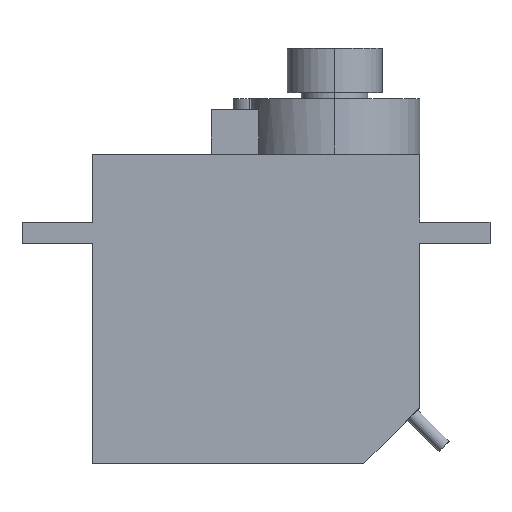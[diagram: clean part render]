
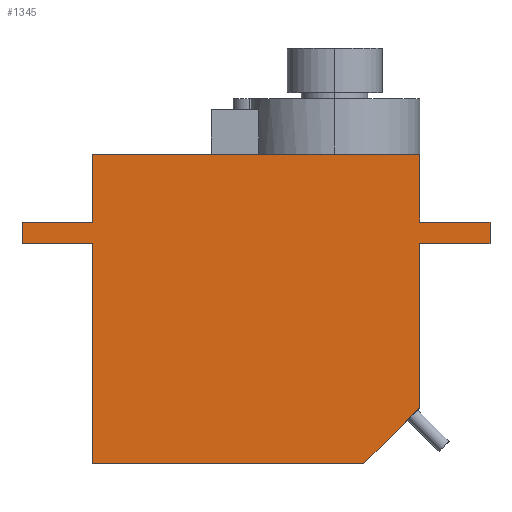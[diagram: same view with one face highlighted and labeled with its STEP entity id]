
A CAD part, top view. The second image highlights one B-rep face of the part: STEP entity #1345.
In plain terms, the highlighted planar face has unit normal (0, 0, 1).
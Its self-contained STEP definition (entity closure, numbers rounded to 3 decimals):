
#3 = VECTOR ( 'NONE', #316, 1000. ) ;
#22 = CARTESIAN_POINT ( 'NONE',  ( 0., 0., 0. ) ) ;
#30 = CARTESIAN_POINT ( 'NONE',  ( -4.983, 17.035, 0. ) ) ;
#31 = EDGE_CURVE ( 'NONE', #46, #688, #103, .T. ) ;
#32 = VERTEX_POINT ( 'NONE', #232 ) ;
#37 = EDGE_CURVE ( 'NONE', #864, #1457, #373, .T. ) ;
#46 = VERTEX_POINT ( 'NONE', #1215 ) ;
#61 = VECTOR ( 'NONE', #752, 1000. ) ;
#70 = VERTEX_POINT ( 'NONE', #1303 ) ;
#97 = LINE ( 'NONE', #1104, #1321 ) ;
#101 = VECTOR ( 'NONE', #287, 1000. ) ;
#102 = CARTESIAN_POINT ( 'NONE',  ( 0., 0., 0. ) ) ;
#103 = LINE ( 'NONE', #445, #989 ) ;
#106 = CARTESIAN_POINT ( 'NONE',  ( -4.983, 15.535, 0. ) ) ;
#115 = EDGE_CURVE ( 'NONE', #1296, #239, #952, .T. ) ;
#120 = VERTEX_POINT ( 'NONE', #491 ) ;
#127 = VECTOR ( 'NONE', #1028, 1000. ) ;
#162 = DIRECTION ( 'NONE',  ( 0., 1., 0. ) ) ;
#173 = EDGE_CURVE ( 'NONE', #688, #216, #569, .T. ) ;
#200 = CARTESIAN_POINT ( 'NONE',  ( 28.017, 15.535, 0. ) ) ;
#216 = VERTEX_POINT ( 'NONE', #293 ) ;
#225 = DIRECTION ( 'NONE',  ( 1., 0., 0. ) ) ;
#227 = EDGE_CURVE ( 'NONE', #763, #864, #807, .T. ) ;
#230 = FACE_OUTER_BOUND ( 'NONE', #977, .T. ) ;
#232 = CARTESIAN_POINT ( 'NONE',  ( -4.983, 15.535, 0. ) ) ;
#235 = ORIENTED_EDGE ( 'NONE', *, *, #1150, .T. ) ;
#239 = VERTEX_POINT ( 'NONE', #1411 ) ;
#287 = DIRECTION ( 'NONE',  ( -1., 0., 0. ) ) ;
#293 = CARTESIAN_POINT ( 'NONE',  ( 23.06, 3.94, 0. ) ) ;
#300 = VECTOR ( 'NONE', #857, 1000. ) ;
#316 = DIRECTION ( 'NONE',  ( 0., 1., 0. ) ) ;
#337 = DIRECTION ( 'NONE',  ( 0., -1., 0. ) ) ;
#370 = VECTOR ( 'NONE', #748, 1000. ) ;
#373 = LINE ( 'NONE', #404, #61 ) ;
#392 = ORIENTED_EDGE ( 'NONE', *, *, #37, .T. ) ;
#396 = DIRECTION ( 'NONE',  ( 1., 0., 0. ) ) ;
#402 = LINE ( 'NONE', #30, #101 ) ;
#404 = CARTESIAN_POINT ( 'NONE',  ( -4.983, 17.035, 0. ) ) ;
#416 = CARTESIAN_POINT ( 'NONE',  ( 0., 15.535, 0. ) ) ;
#420 = CARTESIAN_POINT ( 'NONE',  ( 23.06, 17.035, 0. ) ) ;
#445 = CARTESIAN_POINT ( 'NONE',  ( 0., 0., 0. ) ) ;
#458 = DIRECTION ( 'NONE',  ( 1., 0., 0. ) ) ;
#491 = CARTESIAN_POINT ( 'NONE',  ( 28.017, 17.035, 0. ) ) ;
#499 = CARTESIAN_POINT ( 'NONE',  ( 23.06, 3.94, 0. ) ) ;
#505 = EDGE_CURVE ( 'NONE', #1457, #32, #747, .T. ) ;
#524 = EDGE_CURVE ( 'NONE', #216, #70, #1089, .T. ) ;
#535 = EDGE_CURVE ( 'NONE', #70, #909, #97, .T. ) ;
#569 = LINE ( 'NONE', #580, #300 ) ;
#580 = CARTESIAN_POINT ( 'NONE',  ( 19.12, 0., 0. ) ) ;
#641 = VECTOR ( 'NONE', #1178, 1000. ) ;
#683 = ORIENTED_EDGE ( 'NONE', *, *, #524, .T. ) ;
#688 = VERTEX_POINT ( 'NONE', #692 ) ;
#692 = CARTESIAN_POINT ( 'NONE',  ( 19.12, 0., 0. ) ) ;
#695 = ORIENTED_EDGE ( 'NONE', *, *, #505, .T. ) ;
#747 = LINE ( 'NONE', #1492, #127 ) ;
#748 = DIRECTION ( 'NONE',  ( -1., 0., 0. ) ) ;
#752 = DIRECTION ( 'NONE',  ( -1., 0., 0. ) ) ;
#753 = ORIENTED_EDGE ( 'NONE', *, *, #227, .T. ) ;
#763 = VERTEX_POINT ( 'NONE', #883 ) ;
#764 = ORIENTED_EDGE ( 'NONE', *, *, #115, .T. ) ;
#786 = CARTESIAN_POINT ( 'NONE',  ( 0., 0., 0. ) ) ;
#790 = ORIENTED_EDGE ( 'NONE', *, *, #1191, .T. ) ;
#794 = CARTESIAN_POINT ( 'NONE',  ( 28.017, 15.535, 0. ) ) ;
#807 = LINE ( 'NONE', #22, #1453 ) ;
#844 = CARTESIAN_POINT ( 'NONE',  ( 23.06, 3.94, 0. ) ) ;
#852 = EDGE_CURVE ( 'NONE', #909, #120, #969, .T. ) ;
#854 = VECTOR ( 'NONE', #337, 1000. ) ;
#857 = DIRECTION ( 'NONE',  ( 0.707, 0.707, 0. ) ) ;
#864 = VERTEX_POINT ( 'NONE', #1122 ) ;
#883 = CARTESIAN_POINT ( 'NONE',  ( 0., 21.83, 0. ) ) ;
#897 = LINE ( 'NONE', #102, #854 ) ;
#906 = PLANE ( 'NONE',  #1486 ) ;
#909 = VERTEX_POINT ( 'NONE', #794 ) ;
#921 = ORIENTED_EDGE ( 'NONE', *, *, #173, .T. ) ;
#930 = DIRECTION ( 'NONE',  ( 0., -1., 0. ) ) ;
#946 = EDGE_CURVE ( 'NONE', #1265, #46, #897, .T. ) ;
#952 = LINE ( 'NONE', #844, #641 ) ;
#969 = LINE ( 'NONE', #200, #3 ) ;
#973 = VECTOR ( 'NONE', #225, 1000. ) ;
#974 = EDGE_CURVE ( 'NONE', #32, #1265, #1274, .T. ) ;
#977 = EDGE_LOOP ( 'NONE', ( #683, #1051, #1440, #235, #764, #790, #753, #392, #695, #1276, #1470, #1068, #921 ) ) ;
#989 = VECTOR ( 'NONE', #396, 1000. ) ;
#1012 = DIRECTION ( 'NONE',  ( 0., 0., -1. ) ) ;
#1016 = DIRECTION ( 'NONE',  ( -1., 0., 0. ) ) ;
#1019 = VECTOR ( 'NONE', #162, 1000. ) ;
#1028 = DIRECTION ( 'NONE',  ( 0., -1., 0. ) ) ;
#1051 = ORIENTED_EDGE ( 'NONE', *, *, #535, .T. ) ;
#1068 = ORIENTED_EDGE ( 'NONE', *, *, #31, .T. ) ;
#1089 = LINE ( 'NONE', #499, #1019 ) ;
#1091 = LINE ( 'NONE', #1439, #370 ) ;
#1104 = CARTESIAN_POINT ( 'NONE',  ( -4.983, 15.535, 0. ) ) ;
#1122 = CARTESIAN_POINT ( 'NONE',  ( 0., 17.035, 0. ) ) ;
#1150 = EDGE_CURVE ( 'NONE', #120, #1296, #402, .T. ) ;
#1178 = DIRECTION ( 'NONE',  ( 0., 1., 0. ) ) ;
#1191 = EDGE_CURVE ( 'NONE', #239, #763, #1091, .T. ) ;
#1215 = CARTESIAN_POINT ( 'NONE',  ( 0., 0., 0. ) ) ;
#1265 = VERTEX_POINT ( 'NONE', #416 ) ;
#1274 = LINE ( 'NONE', #106, #973 ) ;
#1276 = ORIENTED_EDGE ( 'NONE', *, *, #974, .T. ) ;
#1296 = VERTEX_POINT ( 'NONE', #420 ) ;
#1303 = CARTESIAN_POINT ( 'NONE',  ( 23.06, 15.535, 0. ) ) ;
#1321 = VECTOR ( 'NONE', #458, 1000. ) ;
#1345 = ADVANCED_FACE ( 'NONE', ( #230 ), #906, .F. ) ;
#1400 = CARTESIAN_POINT ( 'NONE',  ( -4.983, 17.035, 0. ) ) ;
#1411 = CARTESIAN_POINT ( 'NONE',  ( 23.06, 21.83, 0. ) ) ;
#1439 = CARTESIAN_POINT ( 'NONE',  ( 0., 21.83, 0. ) ) ;
#1440 = ORIENTED_EDGE ( 'NONE', *, *, #852, .T. ) ;
#1453 = VECTOR ( 'NONE', #930, 1000. ) ;
#1457 = VERTEX_POINT ( 'NONE', #1400 ) ;
#1470 = ORIENTED_EDGE ( 'NONE', *, *, #946, .T. ) ;
#1486 = AXIS2_PLACEMENT_3D ( 'NONE', #786, #1012, #1016 ) ;
#1492 = CARTESIAN_POINT ( 'NONE',  ( -4.983, 15.535, 0. ) ) ;
